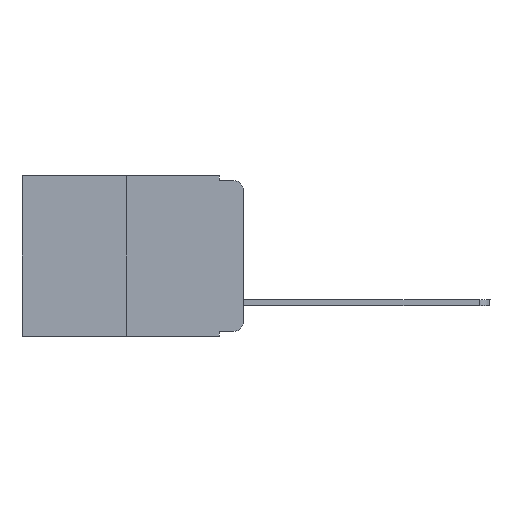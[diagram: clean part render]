
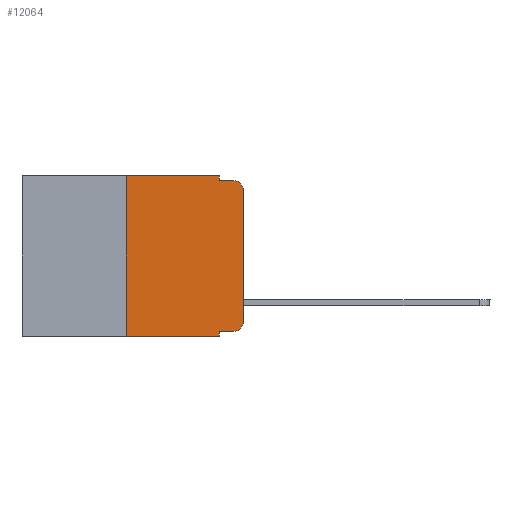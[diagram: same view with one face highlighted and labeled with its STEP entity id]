
A CAD part, left-side view. The second image highlights one B-rep face of the part: STEP entity #12064.
In plain terms, the highlighted planar face has unit normal (-1, 0, 0).
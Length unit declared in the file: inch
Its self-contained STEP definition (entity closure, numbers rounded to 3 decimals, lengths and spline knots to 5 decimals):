
#184 = PLANE ( 'NONE',  #2982 ) ;
#198 = CARTESIAN_POINT ( 'NONE',  ( 0., 0.051, -0.343 ) ) ;
#443 = ORIENTED_EDGE ( 'NONE', *, *, #1153, .T. ) ;
#543 = VECTOR ( 'NONE', #662, 39.37008 ) ;
#581 = VERTEX_POINT ( 'NONE', #8163 ) ;
#654 = CARTESIAN_POINT ( 'NONE',  ( 0., 0.051, -0.01 ) ) ;
#662 = DIRECTION ( 'NONE',  ( 0., 0., 1. ) ) ;
#765 = CIRCLE ( 'NONE', #12126, 0.02 ) ;
#1012 = VECTOR ( 'NONE', #2696, 39.37008 ) ;
#1153 = EDGE_CURVE ( 'NONE', #9804, #4023, #10372, .T. ) ;
#1443 = VECTOR ( 'NONE', #4245, 39.37008 ) ;
#1680 = CARTESIAN_POINT ( 'NONE',  ( 0., 0.25, 0. ) ) ;
#2069 = AXIS2_PLACEMENT_3D ( 'NONE', #11064, #6105, #7960 ) ;
#2097 = DIRECTION ( 'NONE',  ( 1., 0., 0. ) ) ;
#2176 = VERTEX_POINT ( 'NONE', #2323 ) ;
#2323 = CARTESIAN_POINT ( 'NONE',  ( 0., 0., -0.313 ) ) ;
#2336 = ORIENTED_EDGE ( 'NONE', *, *, #4163, .T. ) ;
#2509 = ORIENTED_EDGE ( 'NONE', *, *, #3093, .F. ) ;
#2667 = CIRCLE ( 'NONE', #2069, 0.02 ) ;
#2696 = DIRECTION ( 'NONE',  ( 0., 0., 1. ) ) ;
#2853 = LINE ( 'NONE', #3853, #1012 ) ;
#2982 = AXIS2_PLACEMENT_3D ( 'NONE', #5252, #2097, #12063 ) ;
#3093 = EDGE_CURVE ( 'NONE', #4353, #8075, #7864, .T. ) ;
#3273 = VERTEX_POINT ( 'NONE', #11911 ) ;
#3588 = DIRECTION ( 'NONE',  ( 0., 0., -1. ) ) ;
#3671 = VERTEX_POINT ( 'NONE', #8135 ) ;
#3678 = EDGE_LOOP ( 'NONE', ( #2336, #5756, #8920, #6887, #9173, #2509, #7489, #11791, #443, #12366 ) ) ;
#3757 = CARTESIAN_POINT ( 'NONE',  ( 0., 0.051, -0.333 ) ) ;
#3853 = CARTESIAN_POINT ( 'NONE',  ( 0., 0., 0. ) ) ;
#4015 = EDGE_CURVE ( 'NONE', #7275, #581, #5382, .T. ) ;
#4023 = VERTEX_POINT ( 'NONE', #5211 ) ;
#4091 = CARTESIAN_POINT ( 'NONE',  ( 0., 0.051, -0.333 ) ) ;
#4163 = EDGE_CURVE ( 'NONE', #2176, #3671, #2853, .T. ) ;
#4245 = DIRECTION ( 'NONE',  ( 0., -1., 0. ) ) ;
#4302 = CARTESIAN_POINT ( 'NONE',  ( 0., 0.051, 0. ) ) ;
#4330 = VERTEX_POINT ( 'NONE', #198 ) ;
#4353 = VERTEX_POINT ( 'NONE', #8134 ) ;
#4793 = CARTESIAN_POINT ( 'NONE',  ( 0., 0.25, 0. ) ) ;
#4915 = VECTOR ( 'NONE', #5311, 39.37008 ) ;
#5081 = CARTESIAN_POINT ( 'NONE',  ( 0., 0.051, -0.01 ) ) ;
#5211 = CARTESIAN_POINT ( 'NONE',  ( 0., 0.02, -0.333 ) ) ;
#5220 = VECTOR ( 'NONE', #7172, 39.37008 ) ;
#5252 = CARTESIAN_POINT ( 'NONE',  ( 0., 0.473, 0. ) ) ;
#5311 = DIRECTION ( 'NONE',  ( 0., 0., -1. ) ) ;
#5382 = LINE ( 'NONE', #5081, #5220 ) ;
#5601 = EDGE_CURVE ( 'NONE', #4023, #2176, #2667, .T. ) ;
#5756 = ORIENTED_EDGE ( 'NONE', *, *, #12311, .T. ) ;
#5807 = VECTOR ( 'NONE', #9159, 39.37008 ) ;
#6105 = DIRECTION ( 'NONE',  ( -1., 0., 0. ) ) ;
#6887 = ORIENTED_EDGE ( 'NONE', *, *, #8912, .F. ) ;
#7172 = DIRECTION ( 'NONE',  ( 0., -1., 0. ) ) ;
#7173 = DIRECTION ( 'NONE',  ( 0., -1., 0. ) ) ;
#7275 = VERTEX_POINT ( 'NONE', #654 ) ;
#7471 = FACE_OUTER_BOUND ( 'NONE', #3678, .T. ) ;
#7489 = ORIENTED_EDGE ( 'NONE', *, *, #10511, .T. ) ;
#7660 = LINE ( 'NONE', #12869, #10019 ) ;
#7673 = CARTESIAN_POINT ( 'NONE',  ( 0., 0.02, -0.03 ) ) ;
#7864 = LINE ( 'NONE', #1680, #543 ) ;
#7920 = DIRECTION ( 'NONE',  ( 0., 0., -1. ) ) ;
#7960 = DIRECTION ( 'NONE',  ( 0., 0., -1. ) ) ;
#7989 = LINE ( 'NONE', #11036, #5807 ) ;
#8075 = VERTEX_POINT ( 'NONE', #4793 ) ;
#8134 = CARTESIAN_POINT ( 'NONE',  ( 0., 0.25, -0.343 ) ) ;
#8135 = CARTESIAN_POINT ( 'NONE',  ( 0., 0., -0.03 ) ) ;
#8163 = CARTESIAN_POINT ( 'NONE',  ( 0., 0.02, -0.01 ) ) ;
#8190 = LINE ( 'NONE', #4302, #4915 ) ;
#8912 = EDGE_CURVE ( 'NONE', #3273, #7275, #8190, .T. ) ;
#8920 = ORIENTED_EDGE ( 'NONE', *, *, #4015, .F. ) ;
#9159 = DIRECTION ( 'NONE',  ( 0., -1., 0. ) ) ;
#9173 = ORIENTED_EDGE ( 'NONE', *, *, #10782, .F. ) ;
#9804 = VERTEX_POINT ( 'NONE', #3757 ) ;
#10019 = VECTOR ( 'NONE', #7920, 39.37008 ) ;
#10372 = LINE ( 'NONE', #4091, #12552 ) ;
#10511 = EDGE_CURVE ( 'NONE', #4353, #4330, #11583, .T. ) ;
#10667 = DIRECTION ( 'NONE',  ( -1., 0., 0. ) ) ;
#10782 = EDGE_CURVE ( 'NONE', #8075, #3273, #7989, .T. ) ;
#11036 = CARTESIAN_POINT ( 'NONE',  ( 0., 0.473, 0. ) ) ;
#11064 = CARTESIAN_POINT ( 'NONE',  ( 0., 0.02, -0.313 ) ) ;
#11212 = EDGE_CURVE ( 'NONE', #9804, #4330, #7660, .T. ) ;
#11583 = LINE ( 'NONE', #12189, #1443 ) ;
#11791 = ORIENTED_EDGE ( 'NONE', *, *, #11212, .F. ) ;
#11911 = CARTESIAN_POINT ( 'NONE',  ( 0., 0.051, 0. ) ) ;
#12063 = DIRECTION ( 'NONE',  ( 0., 0., -1. ) ) ;
#12064 = ADVANCED_FACE ( 'NONE', ( #7471 ), #184, .F. ) ;
#12126 = AXIS2_PLACEMENT_3D ( 'NONE', #7673, #10667, #3588 ) ;
#12189 = CARTESIAN_POINT ( 'NONE',  ( 0., 0.473, -0.343 ) ) ;
#12311 = EDGE_CURVE ( 'NONE', #3671, #581, #765, .T. ) ;
#12366 = ORIENTED_EDGE ( 'NONE', *, *, #5601, .T. ) ;
#12552 = VECTOR ( 'NONE', #7173, 39.37008 ) ;
#12869 = CARTESIAN_POINT ( 'NONE',  ( 0., 0.051, 0. ) ) ;
